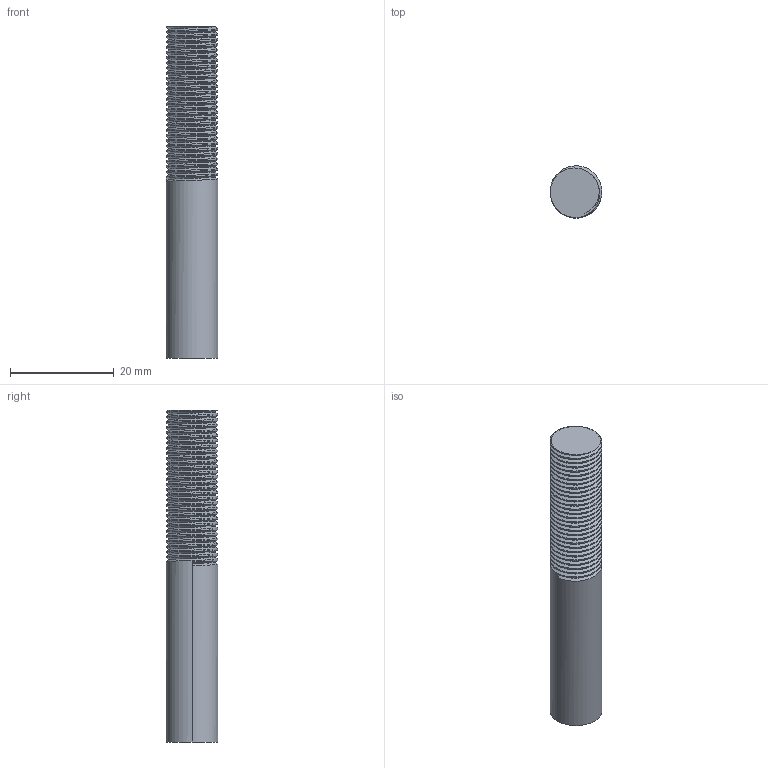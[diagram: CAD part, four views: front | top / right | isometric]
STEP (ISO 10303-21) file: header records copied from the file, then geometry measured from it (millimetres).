
FILE_DESCRIPTION (( 'STEP AP214' ), '1' );
FILE_NAME ('Gewinde M10.STEP', '2015-11-06T08:24:08', ( 'Andreas' ), ( '' ), 'SwSTEP 2.0', 'SolidWorks 2016', '' );
FILE_SCHEMA (( 'AUTOMOTIVE_DESIGN' ));
Length unit declared in the file: millimetre
Products named in the file (1): Gewinde M10
Bounding box: 10 x 10 x 64 mm (x, y, z)
Volume: 4812.7 mm3; surface area: 2667.6 mm2
Topology: 1 solids, 1 shells, 67 faces, 192 edges, 127 vertices
Faces by surface type: cylinder 61, plane 3, bspline 3
Entity records: 6633 total; most frequent: CARTESIAN_POINT 5222, ORIENTED_EDGE 384, DIRECTION 201, EDGE_CURVE 192, VERTEX_POINT 127, AXIS2_PLACEMENT_3D 68, EDGE_LOOP 67, FACE_OUTER_BOUND 67
